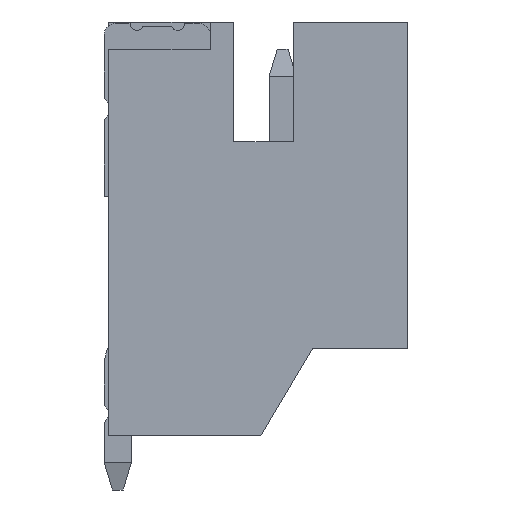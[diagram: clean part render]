
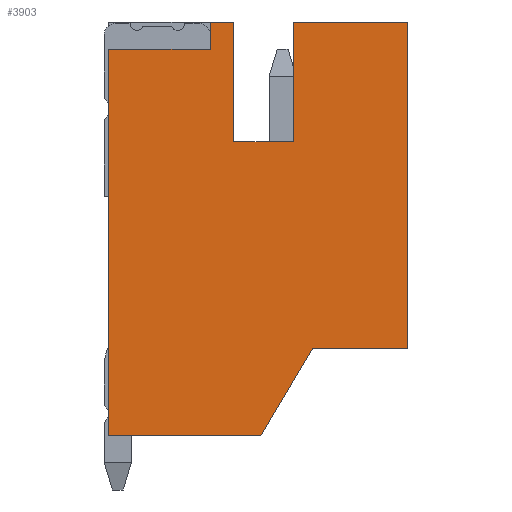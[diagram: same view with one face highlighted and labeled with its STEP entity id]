
A CAD part, left-side view. The second image highlights one B-rep face of the part: STEP entity #3903.
In plain terms, the highlighted planar face has unit normal (-1, 0, 0).
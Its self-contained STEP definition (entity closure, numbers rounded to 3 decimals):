
#396=ORIENTED_EDGE('',*,*,#1500,.F.);
#397=ORIENTED_EDGE('',*,*,#1501,.F.);
#398=ORIENTED_EDGE('',*,*,#1421,.T.);
#399=ORIENTED_EDGE('',*,*,#1502,.T.);
#400=ORIENTED_EDGE('',*,*,#1503,.T.);
#401=ORIENTED_EDGE('',*,*,#1273,.T.);
#402=ORIENTED_EDGE('',*,*,#1382,.T.);
#403=ORIENTED_EDGE('',*,*,#1406,.T.);
#404=ORIENTED_EDGE('',*,*,#1504,.F.);
#405=ORIENTED_EDGE('',*,*,#1505,.F.);
#406=ORIENTED_EDGE('',*,*,#1506,.F.);
#407=ORIENTED_EDGE('',*,*,#1469,.T.);
#1273=EDGE_CURVE('',#1848,#1847,#2223,.T.);
#1382=EDGE_CURVE('',#1847,#1942,#2332,.T.);
#1406=EDGE_CURVE('',#1942,#1964,#2356,.T.);
#1421=EDGE_CURVE('',#1976,#1977,#2371,.T.);
#1469=EDGE_CURVE('',#2014,#2013,#2419,.T.);
#1500=EDGE_CURVE('',#2036,#2013,#2450,.T.);
#1501=EDGE_CURVE('',#1976,#2036,#2451,.T.);
#1502=EDGE_CURVE('',#1977,#2037,#2452,.T.);
#1503=EDGE_CURVE('',#2037,#1848,#2453,.T.);
#1504=EDGE_CURVE('',#2038,#1964,#2454,.T.);
#1505=EDGE_CURVE('',#2039,#2038,#2455,.T.);
#1506=EDGE_CURVE('',#2014,#2039,#2456,.T.);
#1847=VERTEX_POINT('',#5402);
#1848=VERTEX_POINT('',#5404);
#1942=VERTEX_POINT('',#5614);
#1964=VERTEX_POINT('',#5662);
#1976=VERTEX_POINT('',#5691);
#1977=VERTEX_POINT('',#5692);
#2013=VERTEX_POINT('',#5784);
#2014=VERTEX_POINT('',#5786);
#2036=VERTEX_POINT('',#5845);
#2037=VERTEX_POINT('',#5848);
#2038=VERTEX_POINT('',#5851);
#2039=VERTEX_POINT('',#5853);
#2223=LINE('',#5403,#2769);
#2332=LINE('',#5615,#2878);
#2356=LINE('',#5663,#2902);
#2371=LINE('',#5690,#2917);
#2419=LINE('',#5785,#2965);
#2450=LINE('',#5844,#2996);
#2451=LINE('',#5846,#2997);
#2452=LINE('',#5847,#2998);
#2453=LINE('',#5849,#2999);
#2454=LINE('',#5850,#3000);
#2455=LINE('',#5852,#3001);
#2456=LINE('',#5854,#3002);
#2769=VECTOR('',#4369,1000.);
#2878=VECTOR('',#4494,1000.);
#2902=VECTOR('',#4522,1000.);
#2917=VECTOR('',#4539,1000.);
#2965=VECTOR('',#4605,1000.);
#2996=VECTOR('',#4648,1000.);
#2997=VECTOR('',#4649,1000.);
#2998=VECTOR('',#4650,1000.);
#2999=VECTOR('',#4651,1000.);
#3000=VECTOR('',#4652,1000.);
#3001=VECTOR('',#4653,1000.);
#3002=VECTOR('',#4654,1000.);
#3325=EDGE_LOOP('',(#396,#397,#398,#399,#400,#401,#402,#403,#404,#405,#406,
#407));
#3527=FACE_BOUND('',#3325,.T.);
#3722=PLANE('',#4136);
#3903=ADVANCED_FACE('',(#3527),#3722,.T.);
#4136=AXIS2_PLACEMENT_3D('',#5843,#4646,#4647);
#4369=DIRECTION('',(0.,-1.,0.));
#4494=DIRECTION('',(0.,0.,1.));
#4522=DIRECTION('',(0.,1.,0.));
#4539=DIRECTION('',(0.,0.,-1.));
#4605=DIRECTION('',(0.,1.,0.));
#4646=DIRECTION('',(-1.,0.,0.));
#4647=DIRECTION('',(0.,0.,1.));
#4648=DIRECTION('',(0.,0.,1.));
#4649=DIRECTION('',(0.,-1.,0.));
#4650=DIRECTION('',(0.,-1.,0.));
#4651=DIRECTION('',(0.,-0.511,0.86));
#4652=DIRECTION('',(0.,0.,1.));
#4653=DIRECTION('',(0.,-1.,0.));
#4654=DIRECTION('',(0.,0.,-1.));
#5402=CARTESIAN_POINT('',(-8.,-2.75,-3.));
#5403=CARTESIAN_POINT('',(-8.,2.75,-3.));
#5404=CARTESIAN_POINT('',(-8.,-1.,-3.));
#5614=CARTESIAN_POINT('',(-8.,-2.75,3.));
#5615=CARTESIAN_POINT('',(-8.,-2.75,-3.));
#5662=CARTESIAN_POINT('',(-8.,-0.65,3.));
#5663=CARTESIAN_POINT('',(-8.,-2.75,3.));
#5690=CARTESIAN_POINT('',(-8.,2.75,3.));
#5691=CARTESIAN_POINT('',(-8.,2.75,2.5));
#5692=CARTESIAN_POINT('',(-8.,2.75,-4.6));
#5784=CARTESIAN_POINT('',(-8.,0.88,3.));
#5785=CARTESIAN_POINT('',(-8.,-2.75,3.));
#5786=CARTESIAN_POINT('',(-8.,0.45,3.));
#5843=CARTESIAN_POINT('',(-8.,0.,0.));
#5844=CARTESIAN_POINT('',(-8.,0.88,2.5));
#5845=CARTESIAN_POINT('',(-8.,0.88,2.5));
#5846=CARTESIAN_POINT('',(-8.,2.75,2.5));
#5847=CARTESIAN_POINT('',(-8.,2.75,-4.6));
#5848=CARTESIAN_POINT('',(-8.,-0.05,-4.6));
#5849=CARTESIAN_POINT('',(-8.,-0.05,-4.6));
#5850=CARTESIAN_POINT('',(-8.,-0.65,0.8));
#5851=CARTESIAN_POINT('',(-8.,-0.65,0.8));
#5852=CARTESIAN_POINT('',(-8.,0.45,0.8));
#5853=CARTESIAN_POINT('',(-8.,0.45,0.8));
#5854=CARTESIAN_POINT('',(-8.,0.45,3.));
